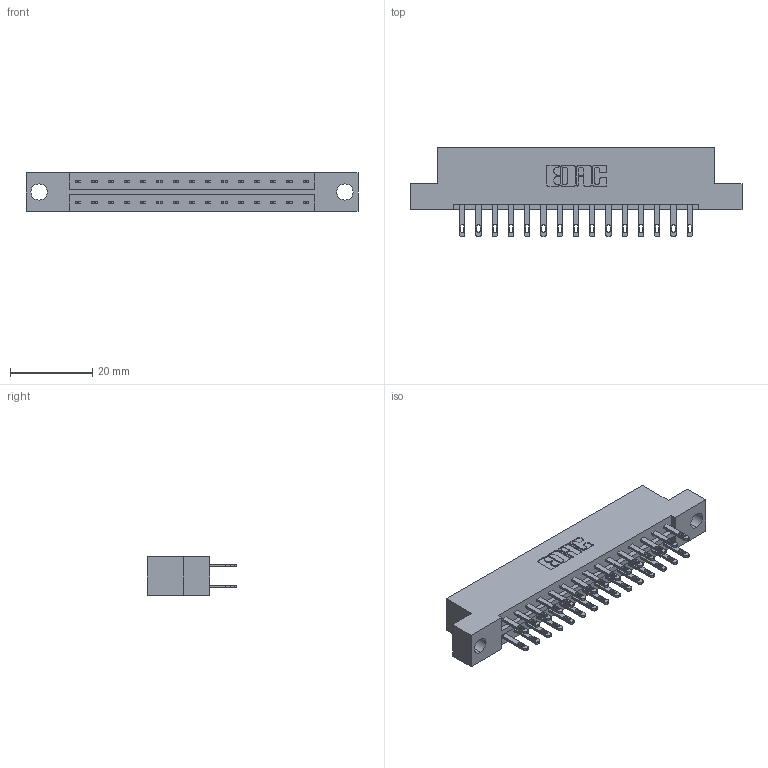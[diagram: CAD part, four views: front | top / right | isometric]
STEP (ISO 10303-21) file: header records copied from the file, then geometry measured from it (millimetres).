
FILE_DESCRIPTION (( 'STEP AP203' ), '1' );
FILE_NAME ('833-030-500-204.STEP', '2020-06-02T11:44:47', ( '' ), ( '' ), 'SwSTEP 2.0', 'SolidWorks 2020', '' );
FILE_SCHEMA (( 'CONFIG_CONTROL_DESIGN' ));
Length unit declared in the file: inch
Products named in the file (3): 345-292-001_345-293-100; 833-030-500-204; 833 Part_Flush - .156 Dia - TH
Assembly tree (31 placements, depth 2):
  833-030-500-204
    833 Part_Flush - .156 Dia - TH
    345-292-001_345-293-100  x30
Bounding box: 80.98 x 21.85 x 9.4 mm (x, y, z)
Volume: 8018.4 mm3; surface area: 9319.2 mm2
Topology: 31 solids, 31 shells, 1554 faces, 4721 edges, 3146 vertices
Faces by surface type: plane 970, cylinder 584
Entity records: 13075 total; most frequent: CARTESIAN_POINT 2198, ORIENTED_EDGE 2134, DIRECTION 1927, EDGE_CURVE 1067, VECTOR 935, LINE 935, VERTEX_POINT 710, AXIS2_PLACEMENT_3D 496
